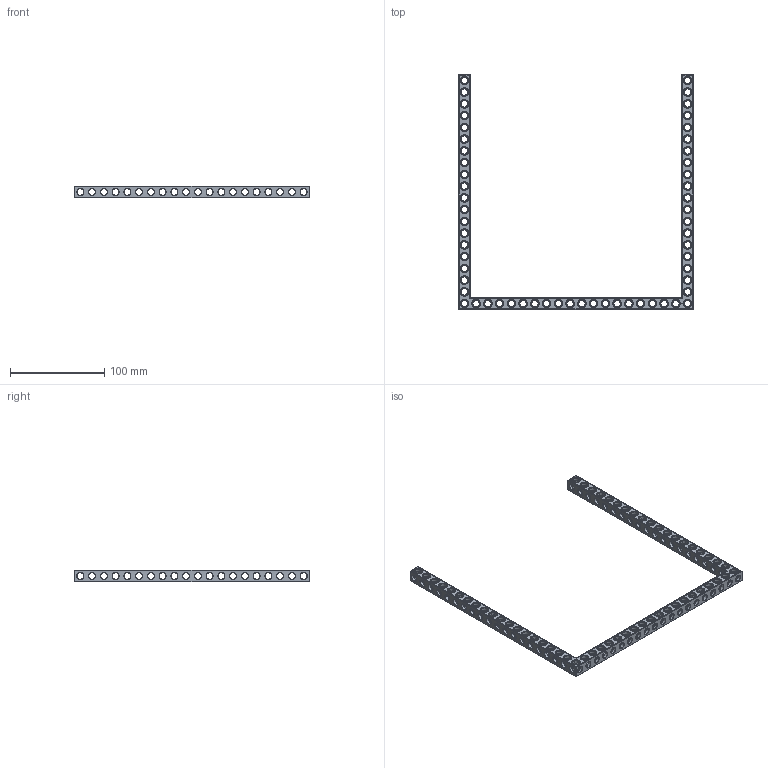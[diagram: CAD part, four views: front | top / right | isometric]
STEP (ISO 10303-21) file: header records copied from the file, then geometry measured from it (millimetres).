
FILE_DESCRIPTION(('FreeCAD Model'),'2;1');
FILE_NAME('Open CASCADE Shape Model','2022-03-09T23:26:04',('Author'),( ''),'Open CASCADE STEP processor 7.5','FreeCAD','Unknown');
FILE_SCHEMA(('AUTOMOTIVE_DESIGN { 1 0 10303 214 1 1 1 1 }'));
Products named in the file (1): Beam AGD ESS USH SYM BU20x20x01 - SPN-BEM-0650 (stemfie.org)
Bounding box: 250 x 250 x 12.5 mm (x, y, z)
Volume: 56673.7 mm3; surface area: 50494.6 mm2
Topology: 1 solids, 1 shells, 1189 faces, 3723 edges, 2396 vertices
Faces by surface type: plane 424, cylinder 349, cone 234, extrusion 182
Full cylindrical faces by diameter (mm): 6.98 x42, 7 x249, 9.2 x58
Entity records: 292670 total; most frequent: CARTESIAN_POINT 223911, DIRECTION 11081, ORIENTED_EDGE 7446, PCURVE 7446, DEFINITIONAL_REPRESENTATION 7446, VECTOR 6365, LINE 6183, EDGE_CURVE 3723
